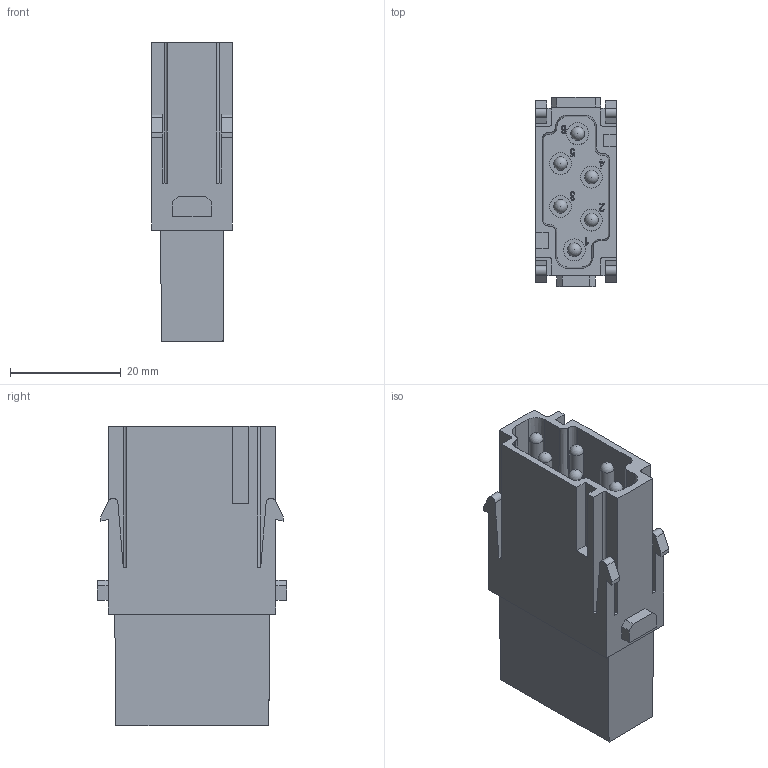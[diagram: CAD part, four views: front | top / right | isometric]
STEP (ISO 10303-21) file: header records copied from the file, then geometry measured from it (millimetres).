
FILE_DESCRIPTION(/* description */ (''),/* implementation_level */ '2;1');
FILE_NAME(/* name */ '100095487ugm000_e.stp',/* time_stamp */ '2021-08-16T13:34:41+02:00',/* author */ (''),/* organization */ (''),/* preprocessor_version */ 'ST-DEVELOPER v16.7',/* originating_system */ 'SIEMENS PLM Software NX 1911',/* authorisation */ '');
FILE_SCHEMA (('AUTOMOTIVE_DESIGN { 1 0 10303 214 3 1 1 1 }'));
Length unit declared in the file: millimetre
Products named in the file (1): 100095487ugm000_e
Bounding box: 14.6 x 34.2 x 54.05 mm (x, y, z)
Volume: 17104.5 mm3; surface area: 7961.1 mm2
Topology: 1 solids, 1 shells, 355 faces, 966 edges, 647 vertices
Faces by surface type: plane 215, extrusion 93, cylinder 29, cone 12, sphere 6
Full cylindrical faces by diameter (mm): 0.56 x1, 0.8 x1, 2.47 x6, 3.95 x6
Entity records: 12290 total; most frequent: CARTESIAN_POINT 2982, ORIENTED_EDGE 1856, DIRECTION 1442, EDGE_CURVE 928, VECTOR 752, LINE 659, VERTEX_POINT 628, EDGE_LOOP 408
